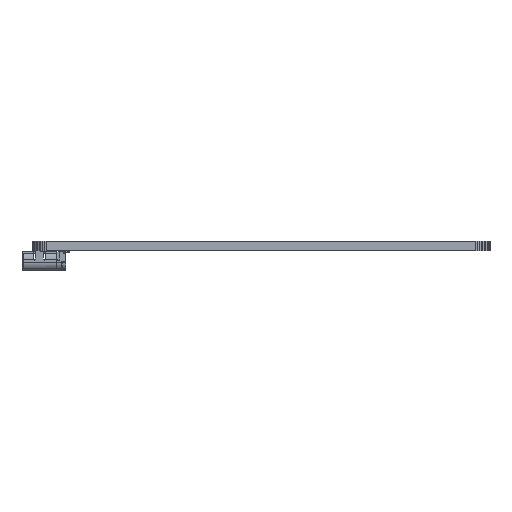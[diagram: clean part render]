
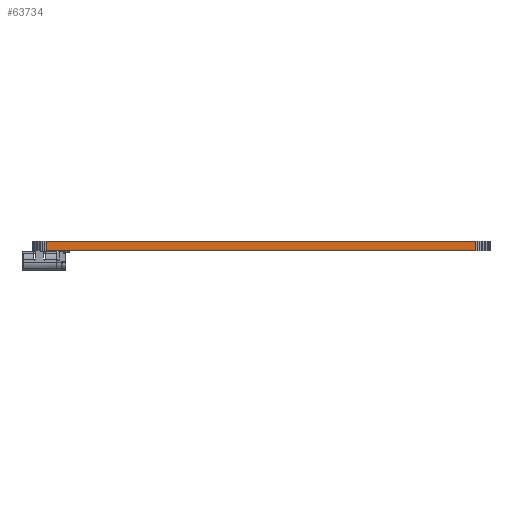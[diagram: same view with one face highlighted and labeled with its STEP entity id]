
A CAD part, left-side view. The second image highlights one B-rep face of the part: STEP entity #63734.
In plain terms, the highlighted planar face has unit normal (-1, 0, 0).
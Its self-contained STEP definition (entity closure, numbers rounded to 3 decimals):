
#39627 = PLANE('',#39628);
#39628 = AXIS2_PLACEMENT_3D('',#39629,#39630,#39631);
#39629 = CARTESIAN_POINT('',(153.987,-53.975,1.58));
#39630 = DIRECTION('',(-0.,-0.,-1.));
#39631 = DIRECTION('',(-1.,0.,0.));
#39681 = PLANE('',#39682);
#39682 = AXIS2_PLACEMENT_3D('',#39683,#39684,#39685);
#39683 = CARTESIAN_POINT('',(153.987,-53.975,0.));
#39684 = DIRECTION('',(-0.,-0.,-1.));
#39685 = DIRECTION('',(-1.,0.,0.));
#40798 = VERTEX_POINT('',#40799);
#40799 = CARTESIAN_POINT('',(15.875,-89.694,0.));
#40813 = PLANE('',#40814);
#40814 = AXIS2_PLACEMENT_3D('',#40815,#40816,#40817);
#40815 = CARTESIAN_POINT('',(15.895,-90.005,0.));
#40816 = DIRECTION('',(-0.998,-0.065,0.));
#40817 = DIRECTION('',(-0.065,0.998,0.));
#40825 = EDGE_CURVE('',#40798,#40826,#40828,.T.);
#40826 = VERTEX_POINT('',#40827);
#40827 = CARTESIAN_POINT('',(15.875,-18.256,0.));
#40828 = SURFACE_CURVE('',#40829,(#40833,#40840),.PCURVE_S1.);
#40829 = LINE('',#40830,#40831);
#40830 = CARTESIAN_POINT('',(15.875,-89.694,0.));
#40831 = VECTOR('',#40832,1.);
#40832 = DIRECTION('',(0.,1.,0.));
#40833 = PCURVE('',#39681,#40834);
#40834 = DEFINITIONAL_REPRESENTATION('',(#40835),#40839);
#40835 = LINE('',#40836,#40837);
#40836 = CARTESIAN_POINT('',(138.112,-35.719));
#40837 = VECTOR('',#40838,1.);
#40838 = DIRECTION('',(0.,1.));
#40839 = ( GEOMETRIC_REPRESENTATION_CONTEXT(2) 
PARAMETRIC_REPRESENTATION_CONTEXT() REPRESENTATION_CONTEXT('2D SPACE',''
  ) );
#40840 = PCURVE('',#40841,#40846);
#40841 = PLANE('',#40842);
#40842 = AXIS2_PLACEMENT_3D('',#40843,#40844,#40845);
#40843 = CARTESIAN_POINT('',(15.875,-89.694,0.));
#40844 = DIRECTION('',(-1.,0.,0.));
#40845 = DIRECTION('',(0.,1.,0.));
#40846 = DEFINITIONAL_REPRESENTATION('',(#40847),#40851);
#40847 = LINE('',#40848,#40849);
#40848 = CARTESIAN_POINT('',(0.,0.));
#40849 = VECTOR('',#40850,1.);
#40850 = DIRECTION('',(1.,0.));
#40851 = ( GEOMETRIC_REPRESENTATION_CONTEXT(2) 
PARAMETRIC_REPRESENTATION_CONTEXT() REPRESENTATION_CONTEXT('2D SPACE',''
  ) );
#40869 = PLANE('',#40870);
#40870 = AXIS2_PLACEMENT_3D('',#40871,#40872,#40873);
#40871 = CARTESIAN_POINT('',(15.875,-18.256,0.));
#40872 = DIRECTION('',(-0.998,0.065,0.));
#40873 = DIRECTION('',(0.065,0.998,0.));
#53162 = VERTEX_POINT('',#53163);
#53163 = CARTESIAN_POINT('',(15.875,-89.694,1.58));
#53184 = EDGE_CURVE('',#53162,#53185,#53187,.T.);
#53185 = VERTEX_POINT('',#53186);
#53186 = CARTESIAN_POINT('',(15.875,-18.256,1.58));
#53187 = SURFACE_CURVE('',#53188,(#53192,#53199),.PCURVE_S1.);
#53188 = LINE('',#53189,#53190);
#53189 = CARTESIAN_POINT('',(15.875,-89.694,1.58));
#53190 = VECTOR('',#53191,1.);
#53191 = DIRECTION('',(0.,1.,0.));
#53192 = PCURVE('',#39627,#53193);
#53193 = DEFINITIONAL_REPRESENTATION('',(#53194),#53198);
#53194 = LINE('',#53195,#53196);
#53195 = CARTESIAN_POINT('',(138.112,-35.719));
#53196 = VECTOR('',#53197,1.);
#53197 = DIRECTION('',(0.,1.));
#53198 = ( GEOMETRIC_REPRESENTATION_CONTEXT(2) 
PARAMETRIC_REPRESENTATION_CONTEXT() REPRESENTATION_CONTEXT('2D SPACE',''
  ) );
#53199 = PCURVE('',#40841,#53200);
#53200 = DEFINITIONAL_REPRESENTATION('',(#53201),#53205);
#53201 = LINE('',#53202,#53203);
#53202 = CARTESIAN_POINT('',(0.,-1.58));
#53203 = VECTOR('',#53204,1.);
#53204 = DIRECTION('',(1.,0.));
#53205 = ( GEOMETRIC_REPRESENTATION_CONTEXT(2) 
PARAMETRIC_REPRESENTATION_CONTEXT() REPRESENTATION_CONTEXT('2D SPACE',''
  ) );
#63684 = EDGE_CURVE('',#40826,#53185,#63685,.T.);
#63685 = SURFACE_CURVE('',#63686,(#63690,#63697),.PCURVE_S1.);
#63686 = LINE('',#63687,#63688);
#63687 = CARTESIAN_POINT('',(15.875,-18.256,0.));
#63688 = VECTOR('',#63689,1.);
#63689 = DIRECTION('',(0.,0.,1.));
#63690 = PCURVE('',#40869,#63691);
#63691 = DEFINITIONAL_REPRESENTATION('',(#63692),#63696);
#63692 = LINE('',#63693,#63694);
#63693 = CARTESIAN_POINT('',(0.,0.));
#63694 = VECTOR('',#63695,1.);
#63695 = DIRECTION('',(0.,-1.));
#63696 = ( GEOMETRIC_REPRESENTATION_CONTEXT(2) 
PARAMETRIC_REPRESENTATION_CONTEXT() REPRESENTATION_CONTEXT('2D SPACE',''
  ) );
#63697 = PCURVE('',#40841,#63698);
#63698 = DEFINITIONAL_REPRESENTATION('',(#63699),#63703);
#63699 = LINE('',#63700,#63701);
#63700 = CARTESIAN_POINT('',(71.438,0.));
#63701 = VECTOR('',#63702,1.);
#63702 = DIRECTION('',(0.,-1.));
#63703 = ( GEOMETRIC_REPRESENTATION_CONTEXT(2) 
PARAMETRIC_REPRESENTATION_CONTEXT() REPRESENTATION_CONTEXT('2D SPACE',''
  ) );
#63734 = ADVANCED_FACE('',(#63735),#40841,.T.);
#63735 = FACE_BOUND('',#63736,.T.);
#63736 = EDGE_LOOP('',(#63737,#63758,#63759,#63760));
#63737 = ORIENTED_EDGE('',*,*,#63738,.T.);
#63738 = EDGE_CURVE('',#40798,#53162,#63739,.T.);
#63739 = SURFACE_CURVE('',#63740,(#63744,#63751),.PCURVE_S1.);
#63740 = LINE('',#63741,#63742);
#63741 = CARTESIAN_POINT('',(15.875,-89.694,0.));
#63742 = VECTOR('',#63743,1.);
#63743 = DIRECTION('',(0.,0.,1.));
#63744 = PCURVE('',#40841,#63745);
#63745 = DEFINITIONAL_REPRESENTATION('',(#63746),#63750);
#63746 = LINE('',#63747,#63748);
#63747 = CARTESIAN_POINT('',(0.,0.));
#63748 = VECTOR('',#63749,1.);
#63749 = DIRECTION('',(0.,-1.));
#63750 = ( GEOMETRIC_REPRESENTATION_CONTEXT(2) 
PARAMETRIC_REPRESENTATION_CONTEXT() REPRESENTATION_CONTEXT('2D SPACE',''
  ) );
#63751 = PCURVE('',#40813,#63752);
#63752 = DEFINITIONAL_REPRESENTATION('',(#63753),#63757);
#63753 = LINE('',#63754,#63755);
#63754 = CARTESIAN_POINT('',(0.311,0.));
#63755 = VECTOR('',#63756,1.);
#63756 = DIRECTION('',(0.,-1.));
#63757 = ( GEOMETRIC_REPRESENTATION_CONTEXT(2) 
PARAMETRIC_REPRESENTATION_CONTEXT() REPRESENTATION_CONTEXT('2D SPACE',''
  ) );
#63758 = ORIENTED_EDGE('',*,*,#53184,.T.);
#63759 = ORIENTED_EDGE('',*,*,#63684,.F.);
#63760 = ORIENTED_EDGE('',*,*,#40825,.F.);
